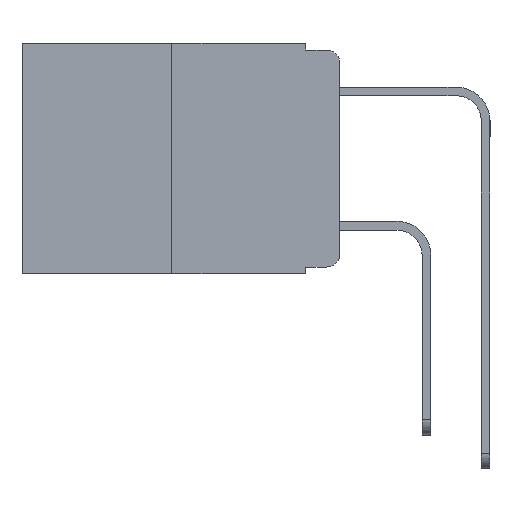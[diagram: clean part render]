
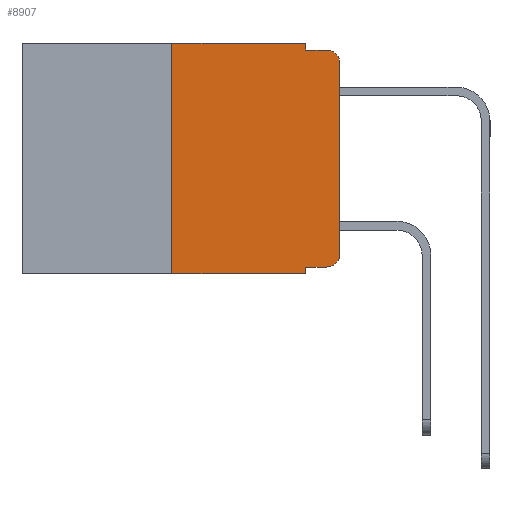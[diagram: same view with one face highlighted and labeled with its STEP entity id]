
A CAD part, left-side view. The second image highlights one B-rep face of the part: STEP entity #8907.
In plain terms, the highlighted planar face has unit normal (-1, 0, 0).
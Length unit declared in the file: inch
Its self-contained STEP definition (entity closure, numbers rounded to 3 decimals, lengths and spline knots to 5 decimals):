
#5 = CARTESIAN_POINT ( 'NONE',  ( 0., 0.051, -0.333 ) ) ;
#675 = ORIENTED_EDGE ( 'NONE', *, *, #13972, .T. ) ;
#707 = DIRECTION ( 'NONE',  ( 0., 0., -1. ) ) ;
#813 = EDGE_CURVE ( 'NONE', #7904, #1647, #7125, .T. ) ;
#825 = VERTEX_POINT ( 'NONE', #11465 ) ;
#965 = ORIENTED_EDGE ( 'NONE', *, *, #11342, .F. ) ;
#983 = DIRECTION ( 'NONE',  ( 0., -1., 0. ) ) ;
#1176 = CARTESIAN_POINT ( 'NONE',  ( 0., 0.02, -0.01 ) ) ;
#1417 = DIRECTION ( 'NONE',  ( -1., 0., 0. ) ) ;
#1589 = VERTEX_POINT ( 'NONE', #7521 ) ;
#1647 = VERTEX_POINT ( 'NONE', #5090 ) ;
#1757 = ORIENTED_EDGE ( 'NONE', *, *, #11985, .F. ) ;
#1943 = CIRCLE ( 'NONE', #9546, 0.02 ) ;
#3089 = ORIENTED_EDGE ( 'NONE', *, *, #13305, .T. ) ;
#3129 = EDGE_CURVE ( 'NONE', #6156, #11132, #11475, .T. ) ;
#3145 = ORIENTED_EDGE ( 'NONE', *, *, #813, .F. ) ;
#3172 = FACE_OUTER_BOUND ( 'NONE', #12197, .T. ) ;
#4098 = CARTESIAN_POINT ( 'NONE',  ( 0., 0., 0. ) ) ;
#4105 = CIRCLE ( 'NONE', #8741, 0.02 ) ;
#5070 = DIRECTION ( 'NONE',  ( -1., 0., 0. ) ) ;
#5090 = CARTESIAN_POINT ( 'NONE',  ( 0., 0.051, 0. ) ) ;
#5206 = CARTESIAN_POINT ( 'NONE',  ( 0., 0.051, -0.343 ) ) ;
#5247 = DIRECTION ( 'NONE',  ( 0., 0., 1. ) ) ;
#5377 = VECTOR ( 'NONE', #13791, 39.37008 ) ;
#5399 = CARTESIAN_POINT ( 'NONE',  ( 0., 0.473, -0.343 ) ) ;
#5510 = VECTOR ( 'NONE', #9626, 39.37008 ) ;
#5528 = AXIS2_PLACEMENT_3D ( 'NONE', #13597, #7498, #707 ) ;
#5542 = CARTESIAN_POINT ( 'NONE',  ( 0., 0.25, 0. ) ) ;
#5883 = VECTOR ( 'NONE', #983, 39.37008 ) ;
#5925 = LINE ( 'NONE', #12781, #8491 ) ;
#6119 = ORIENTED_EDGE ( 'NONE', *, *, #3129, .T. ) ;
#6156 = VERTEX_POINT ( 'NONE', #11762 ) ;
#6403 = VERTEX_POINT ( 'NONE', #5 ) ;
#6615 = CARTESIAN_POINT ( 'NONE',  ( 0., 0.051, -0.01 ) ) ;
#6961 = VECTOR ( 'NONE', #9897, 39.37008 ) ;
#7125 = LINE ( 'NONE', #11286, #12274 ) ;
#7376 = ORIENTED_EDGE ( 'NONE', *, *, #9290, .T. ) ;
#7498 = DIRECTION ( 'NONE',  ( 1., 0., 0. ) ) ;
#7514 = LINE ( 'NONE', #11179, #12310 ) ;
#7521 = CARTESIAN_POINT ( 'NONE',  ( 0., 0., -0.313 ) ) ;
#7904 = VERTEX_POINT ( 'NONE', #5542 ) ;
#8062 = VECTOR ( 'NONE', #5247, 39.37008 ) ;
#8131 = CARTESIAN_POINT ( 'NONE',  ( 0., 0.02, -0.313 ) ) ;
#8404 = VERTEX_POINT ( 'NONE', #13786 ) ;
#8491 = VECTOR ( 'NONE', #9848, 39.37008 ) ;
#8605 = EDGE_CURVE ( 'NONE', #825, #1589, #4105, .T. ) ;
#8633 = CARTESIAN_POINT ( 'NONE',  ( 0., 0.051, -0.01 ) ) ;
#8741 = AXIS2_PLACEMENT_3D ( 'NONE', #8131, #1417, #9181 ) ;
#8845 = ORIENTED_EDGE ( 'NONE', *, *, #10659, .F. ) ;
#8907 = ADVANCED_FACE ( 'NONE', ( #3172 ), #11620, .F. ) ;
#9181 = DIRECTION ( 'NONE',  ( 0., 0., -1. ) ) ;
#9290 = EDGE_CURVE ( 'NONE', #6403, #825, #7514, .T. ) ;
#9546 = AXIS2_PLACEMENT_3D ( 'NONE', #11432, #5070, #12402 ) ;
#9626 = DIRECTION ( 'NONE',  ( 0., -1., 0. ) ) ;
#9803 = LINE ( 'NONE', #13863, #6961 ) ;
#9848 = DIRECTION ( 'NONE',  ( 0., 0., 1. ) ) ;
#9897 = DIRECTION ( 'NONE',  ( 0., 0., -1. ) ) ;
#9985 = EDGE_CURVE ( 'NONE', #6403, #11132, #9803, .T. ) ;
#10147 = DIRECTION ( 'NONE',  ( 0., -1., 0. ) ) ;
#10489 = LINE ( 'NONE', #4098, #8062 ) ;
#10525 = VERTEX_POINT ( 'NONE', #8633 ) ;
#10659 = EDGE_CURVE ( 'NONE', #6156, #7904, #5925, .T. ) ;
#10751 = VERTEX_POINT ( 'NONE', #1176 ) ;
#10809 = CARTESIAN_POINT ( 'NONE',  ( 0., 0.051, 0. ) ) ;
#10819 = ORIENTED_EDGE ( 'NONE', *, *, #8605, .T. ) ;
#11030 = LINE ( 'NONE', #10809, #5377 ) ;
#11132 = VERTEX_POINT ( 'NONE', #5206 ) ;
#11179 = CARTESIAN_POINT ( 'NONE',  ( 0., 0.051, -0.333 ) ) ;
#11286 = CARTESIAN_POINT ( 'NONE',  ( 0., 0.473, 0. ) ) ;
#11342 = EDGE_CURVE ( 'NONE', #1647, #10525, #11030, .T. ) ;
#11432 = CARTESIAN_POINT ( 'NONE',  ( 0., 0.02, -0.03 ) ) ;
#11465 = CARTESIAN_POINT ( 'NONE',  ( 0., 0.02, -0.333 ) ) ;
#11475 = LINE ( 'NONE', #5399, #5510 ) ;
#11620 = PLANE ( 'NONE',  #5528 ) ;
#11762 = CARTESIAN_POINT ( 'NONE',  ( 0., 0.25, -0.343 ) ) ;
#11790 = DIRECTION ( 'NONE',  ( 0., -1., 0. ) ) ;
#11799 = LINE ( 'NONE', #6615, #5883 ) ;
#11985 = EDGE_CURVE ( 'NONE', #10525, #10751, #11799, .T. ) ;
#12197 = EDGE_LOOP ( 'NONE', ( #675, #3089, #1757, #965, #3145, #8845, #6119, #12600, #7376, #10819 ) ) ;
#12274 = VECTOR ( 'NONE', #11790, 39.37008 ) ;
#12310 = VECTOR ( 'NONE', #10147, 39.37008 ) ;
#12402 = DIRECTION ( 'NONE',  ( 0., 0., -1. ) ) ;
#12600 = ORIENTED_EDGE ( 'NONE', *, *, #9985, .F. ) ;
#12781 = CARTESIAN_POINT ( 'NONE',  ( 0., 0.25, 0. ) ) ;
#13305 = EDGE_CURVE ( 'NONE', #8404, #10751, #1943, .T. ) ;
#13597 = CARTESIAN_POINT ( 'NONE',  ( 0., 0.473, 0. ) ) ;
#13786 = CARTESIAN_POINT ( 'NONE',  ( 0., 0., -0.03 ) ) ;
#13791 = DIRECTION ( 'NONE',  ( 0., 0., -1. ) ) ;
#13863 = CARTESIAN_POINT ( 'NONE',  ( 0., 0.051, 0. ) ) ;
#13972 = EDGE_CURVE ( 'NONE', #1589, #8404, #10489, .T. ) ;
